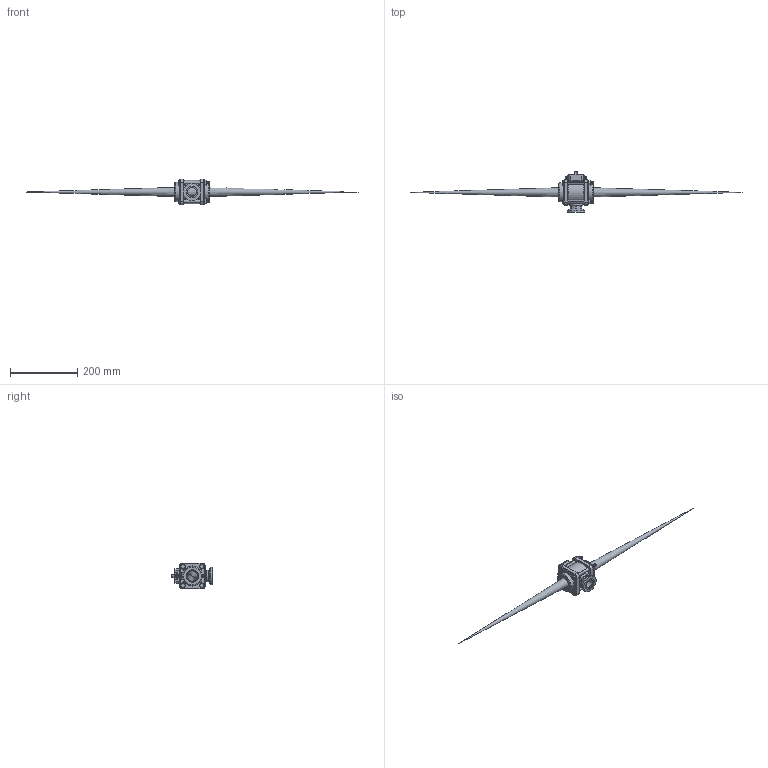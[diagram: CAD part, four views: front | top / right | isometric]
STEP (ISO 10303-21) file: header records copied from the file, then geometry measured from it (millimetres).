
FILE_DESCRIPTION(/* description */ ('EVX 1" NPT BL BOLTED VALVE ONLY'),/* implementation_level */ '2;1');
FILE_NAME(/* name */ 'EVX100BLX.stp',/* time_stamp */ '2019-09-20T10:03:35-04:00',/* author */ ('CPM'),/* organization */ (''),/* preprocessor_version */ 'ST-DEVELOPER v17.2',/* originating_system */ 'Autodesk Inventor 2019',/* authorisation */ '');
FILE_SCHEMA (('AUTOMOTIVE_DESIGN { 1 0 10303 214 3 1 1 }'));
Length unit declared in the file: inch
Products named in the file (13): EVX100BLX; MEVX10354AB; MEVX10354ABX; VE10355; VE10257A; V10257X; VE10264; V10117; V10118; V10119; VE10258A; EVP20151A; AQ206V
Assembly tree (24 placements, depth 3):
  EVX100BLX
    MEVX10354AB
      MEVX10354ABX
    VE10355
    VE10257A  x2
      V10257X
    VE10264  x2
    V10117  x4
    V10118  x4
    V10119  x4
    VE10258A  x2
    EVP20151A
    AQ206V
Bounding box: 984.79 x 119.2 x 76.2 mm (x, y, z)
Volume: 350000.6 mm3; surface area: 226582.6 mm2
Topology: 22 solids, 22 shells, 1547 faces, 3637 edges, 2180 vertices
Faces by surface type: cylinder 532, cone 447, plane 362, bspline 100, torus 84, sphere 22
Full cylindrical faces by diameter (mm): 3.429 x4, 6.604 x2, 8.89 x8, 13.665 x1, 19.177 x2, 19.304 x1, 25.4 x1, 25.908 x9, 34.036 x1, 35.052 x1, 37.973 x2, 38.1 x2, 41.148 x1, 51.816 x1, 53.848 x1, 53.95 x2, 56.896 x2, 60.325 x2, 62.992 x2, 63.5 x2
Entity records: 27896 total; most frequent: CARTESIAN_POINT 11093, ORIENTED_EDGE 3432, DIRECTION 3371, EDGE_CURVE 1716, AXIS2_PLACEMENT_3D 1318, VERTEX_POINT 1065, EDGE_LOOP 771, LINE 735
